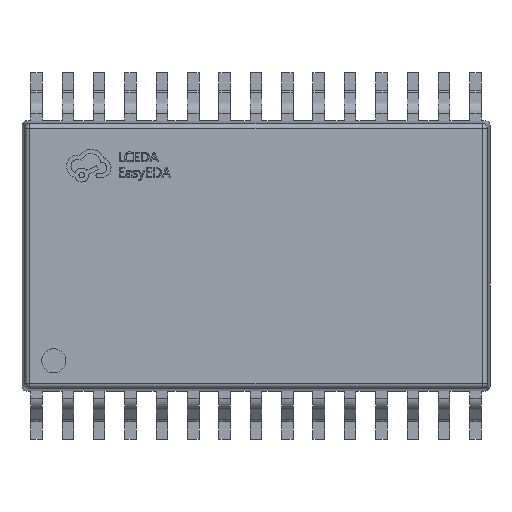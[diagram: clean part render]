
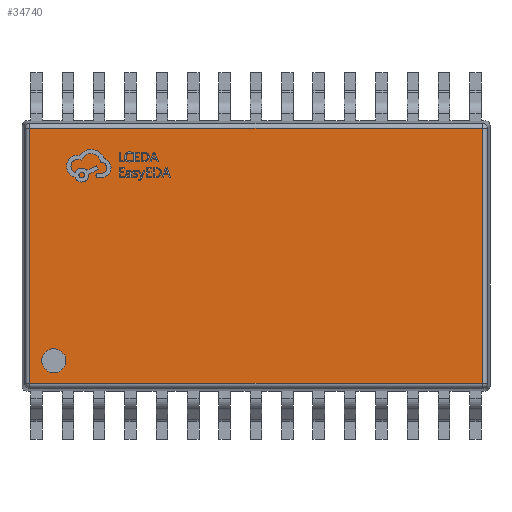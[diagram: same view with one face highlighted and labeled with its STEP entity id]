
A CAD part, top view. The second image highlights one B-rep face of the part: STEP entity #34740.
In plain terms, the highlighted planar face has unit normal (0, 0, 1).
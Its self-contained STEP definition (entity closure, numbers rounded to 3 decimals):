
#424 = CARTESIAN_POINT ( 'NONE',  ( 4.693, 2.734, 0.75 ) ) ;
#1042 = VERTEX_POINT ( 'NONE', #14029 ) ;
#2347 = ORIENTED_EDGE ( 'NONE', *, *, #16490, .T. ) ;
#2408 = EDGE_LOOP ( 'NONE', ( #2347, #6155, #28735, #5091 ) ) ;
#2632 = EDGE_CURVE ( 'NONE', #10848, #16320, #11902, .T. ) ;
#2821 = EDGE_LOOP ( 'NONE', ( #29232, #16014 ) ) ;
#3162 = AXIS2_PLACEMENT_3D ( 'NONE', #23592, #34400, #20781 ) ;
#3459 = DIRECTION ( 'NONE',  ( 0., 0., 1. ) ) ;
#3497 = AXIS2_PLACEMENT_3D ( 'NONE', #30136, #21878, #17052 ) ;
#4417 = FACE_BOUND ( 'NONE', #2821, .T. ) ;
#4598 = VECTOR ( 'NONE', #13114, 1000. ) ;
#5091 = ORIENTED_EDGE ( 'NONE', *, *, #14066, .T. ) ;
#6155 = ORIENTED_EDGE ( 'NONE', *, *, #2632, .T. ) ;
#6324 = CIRCLE ( 'NONE', #15404, 0.249 ) ;
#6573 = DIRECTION ( 'NONE',  ( 1., 0., 0. ) ) ;
#8274 = DIRECTION ( 'NONE',  ( 0., 1., 0. ) ) ;
#8723 = VECTOR ( 'NONE', #8274, 1000. ) ;
#8950 = EDGE_CURVE ( 'NONE', #23590, #1042, #12596, .T. ) ;
#9370 = CARTESIAN_POINT ( 'NONE',  ( 4.693, 2.643, 0.75 ) ) ;
#10848 = VERTEX_POINT ( 'NONE', #29855 ) ;
#11307 = CARTESIAN_POINT ( 'NONE',  ( -4.693, 2.643, 0.75 ) ) ;
#11902 = LINE ( 'NONE', #17241, #30424 ) ;
#12004 = CARTESIAN_POINT ( 'NONE',  ( -4.192, -2.174, 0.75 ) ) ;
#12596 = CIRCLE ( 'NONE', #3497, 0.249 ) ;
#12624 = EDGE_CURVE ( 'NONE', #16320, #34204, #21759, .T. ) ;
#13114 = DIRECTION ( 'NONE',  ( -1., 0., 0. ) ) ;
#14029 = CARTESIAN_POINT ( 'NONE',  ( -3.943, -2.174, 0.75 ) ) ;
#14066 = EDGE_CURVE ( 'NONE', #34204, #23143, #15602, .T. ) ;
#14323 = DIRECTION ( 'NONE',  ( 1., 0., 0. ) ) ;
#15404 = AXIS2_PLACEMENT_3D ( 'NONE', #12004, #3459, #14323 ) ;
#15602 = LINE ( 'NONE', #20909, #4598 ) ;
#15642 = CARTESIAN_POINT ( 'NONE',  ( 4.693, -2.643, 0.75 ) ) ;
#16014 = ORIENTED_EDGE ( 'NONE', *, *, #8950, .F. ) ;
#16320 = VERTEX_POINT ( 'NONE', #15642 ) ;
#16490 = EDGE_CURVE ( 'NONE', #23143, #10848, #23207, .T. ) ;
#17052 = DIRECTION ( 'NONE',  ( 1., 0., 0. ) ) ;
#17241 = CARTESIAN_POINT ( 'NONE',  ( 4.784, -2.643, 0.75 ) ) ;
#20781 = DIRECTION ( 'NONE',  ( 1., 0., 0. ) ) ;
#20909 = CARTESIAN_POINT ( 'NONE',  ( -4.784, 2.643, 0.75 ) ) ;
#21759 = LINE ( 'NONE', #424, #8723 ) ;
#21878 = DIRECTION ( 'NONE',  ( 0., 0., 1. ) ) ;
#23143 = VERTEX_POINT ( 'NONE', #11307 ) ;
#23207 = LINE ( 'NONE', #28860, #28431 ) ;
#23590 = VERTEX_POINT ( 'NONE', #29430 ) ;
#23592 = CARTESIAN_POINT ( 'NONE',  ( 0., 0., 0.75 ) ) ;
#26030 = PLANE ( 'NONE',  #3162 ) ;
#28431 = VECTOR ( 'NONE', #28538, 1000. ) ;
#28538 = DIRECTION ( 'NONE',  ( 0., -1., 0. ) ) ;
#28735 = ORIENTED_EDGE ( 'NONE', *, *, #12624, .T. ) ;
#28737 = EDGE_CURVE ( 'NONE', #1042, #23590, #6324, .T. ) ;
#28860 = CARTESIAN_POINT ( 'NONE',  ( -4.693, -2.734, 0.75 ) ) ;
#29232 = ORIENTED_EDGE ( 'NONE', *, *, #28737, .F. ) ;
#29430 = CARTESIAN_POINT ( 'NONE',  ( -4.441, -2.174, 0.75 ) ) ;
#29855 = CARTESIAN_POINT ( 'NONE',  ( -4.693, -2.643, 0.75 ) ) ;
#30136 = CARTESIAN_POINT ( 'NONE',  ( -4.192, -2.174, 0.75 ) ) ;
#30424 = VECTOR ( 'NONE', #6573, 1000. ) ;
#33872 = FACE_OUTER_BOUND ( 'NONE', #2408, .T. ) ;
#34204 = VERTEX_POINT ( 'NONE', #9370 ) ;
#34400 = DIRECTION ( 'NONE',  ( 0., 0., 1. ) ) ;
#34740 = ADVANCED_FACE ( 'NONE', ( #4417, #33872 ), #26030, .T. ) ;
